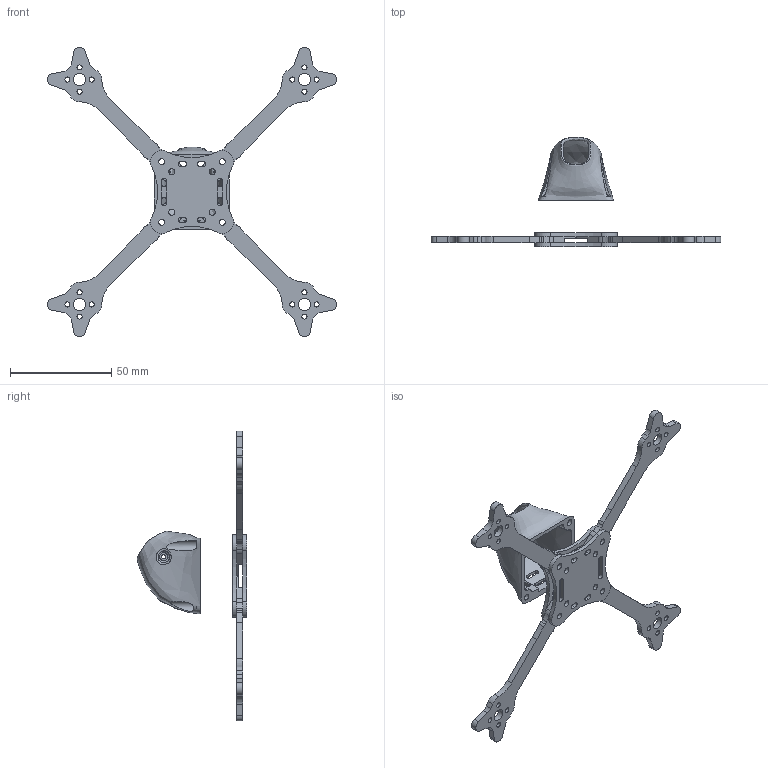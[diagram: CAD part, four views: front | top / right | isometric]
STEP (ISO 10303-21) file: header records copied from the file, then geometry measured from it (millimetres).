
FILE_DESCRIPTION(/* description */ (''),/* implementation_level */ '2;1');
FILE_NAME(/* name */ 'ainx20 v10.step',/* time_stamp */ '2018-08-08T09:43:47+02:00',/* author */ ('account-autodeskZK8T7'),/* organization */ (''),/* preprocessor_version */ 'ST-DEVELOPER v17',/* originating_system */ 'Autodesk Translation Framework v7.1.0.215',/* authorisation */ '');
FILE_SCHEMA (('AUTOMOTIVE_DESIGN { 1 0 10303 214 3 1 1 }'));
Length unit declared in the file: millimetre
Products named in the file (4): ainx20; arm; pod; base
Assembly tree (7 placements, depth 2):
  ainx20
    arm  x4
    pod
    base  x2
Bounding box: 143.16 x 54.14 x 143.16 mm (x, y, z)
Volume: 21772.8 mm3; surface area: 24345.6 mm2
Topology: 7 solids, 7 shells, 385 faces, 1143 edges, 772 vertices
Faces by surface type: cylinder 210, plane 119, bspline 54, torus 2
Full cylindrical faces by diameter (mm): 2 x2, 2.5 x16, 3 x16, 3.1 x8, 3.2 x4, 5 x2, 6 x4
Entity records: 14023 total; most frequent: CARTESIAN_POINT 8949, ORIENTED_EDGE 1110, DIRECTION 878, EDGE_CURVE 555, VERTEX_POINT 367, AXIS2_PLACEMENT_3D 344, EDGE_LOOP 262, FACE_OUTER_BOUND 196
